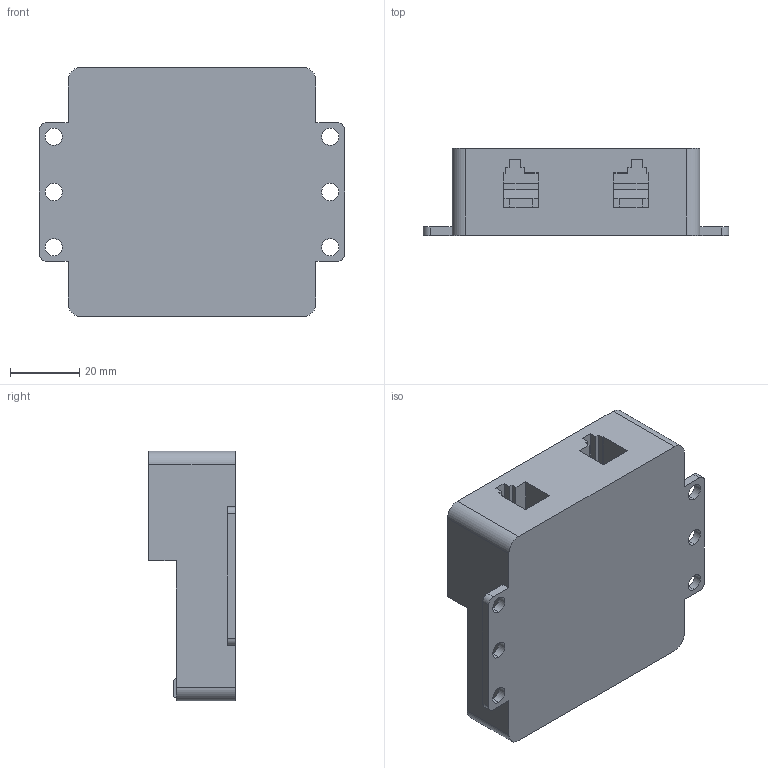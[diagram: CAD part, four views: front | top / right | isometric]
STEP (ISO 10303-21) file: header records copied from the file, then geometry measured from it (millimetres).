
FILE_DESCRIPTION (( 'STEP AP214' ), '1' );
FILE_NAME ('DC Motor Controller.step', '2017-10-17T01:03:54', ( '' ), ( '' ), 'SwSTEP 2.0', 'SolidWorks 2017', '' );
FILE_SCHEMA (( 'AUTOMOTIVE_DESIGN' ));
Length unit declared in the file: millimetre
Products named in the file (1): DC Motor Controller
Bounding box: 88.3 x 25.1 x 72.3 mm (x, y, z)
Volume: 104914.4 mm3; surface area: 22132.8 mm2
Topology: 3 solids, 3 shells, 358 faces, 1702 edges, 1518 vertices
Faces by surface type: plane 290, cylinder 68
Entity records: 25476 total; most frequent: CARTESIAN_POINT 9628, ORIENTED_EDGE 3404, DIRECTION 2134, EDGE_CURVE 1702, VERTEX_POINT 1518, LINE 1080, VECTOR 1080, EDGE_LOOP 538
